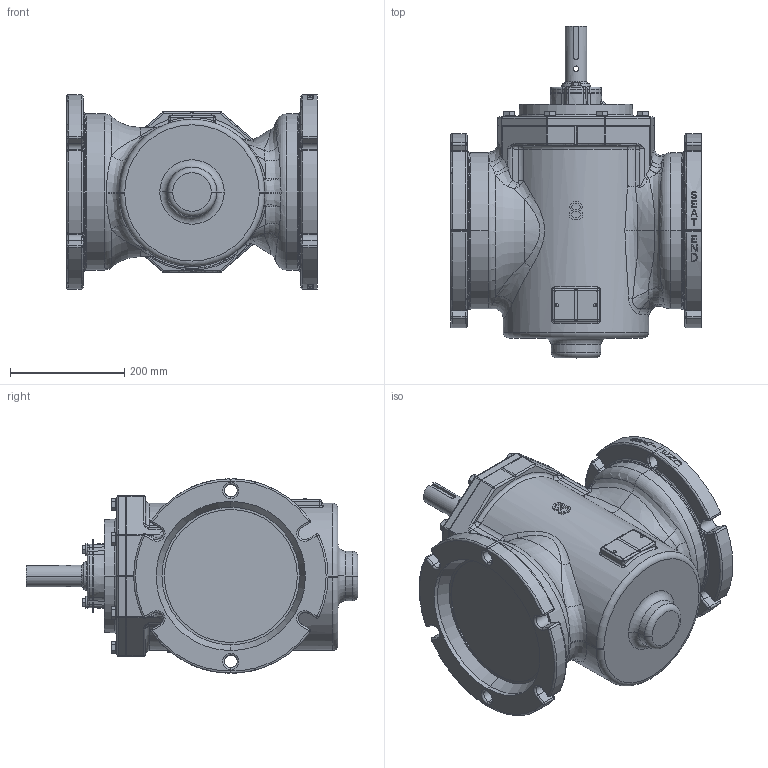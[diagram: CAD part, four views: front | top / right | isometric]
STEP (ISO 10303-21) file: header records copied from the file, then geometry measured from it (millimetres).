
FILE_DESCRIPTION((''),'2;1');
FILE_NAME('5708F_SW0001','2023-11-03T14:31:18',('jlesh'),(''),'CREO PARAMETRIC BY PTC INC, 2023072','CREO PARAMETRIC BY PTC INC, 2023072','');
FILE_SCHEMA(('AUTOMOTIVE_DESIGN { 1 0 10303 214 1 1 1 1 }'));
Products named in the file (1): 5708F_SW0001
Bounding box: 438.15 x 580.12 x 339.56 mm (x, y, z)
Volume: 32072569.8 mm3; surface area: 903774.9 mm2
Topology: 1 solids, 1 shells, 1483 faces, 3696 edges, 2255 vertices
Faces by surface type: plane 722, bspline 262, cylinder 234, cone 108, torus 95, sphere 62
Entity records: 69411 total; most frequent: CARTESIAN_POINT 34617, ORIENTED_EDGE 7356, DIRECTION 6015, EDGE_CURVE 3678, AXIS2_PLACEMENT_3D 2347, VERTEX_POINT 2255, EDGE_LOOP 1557, FACE_OUTER_BOUND 1483
